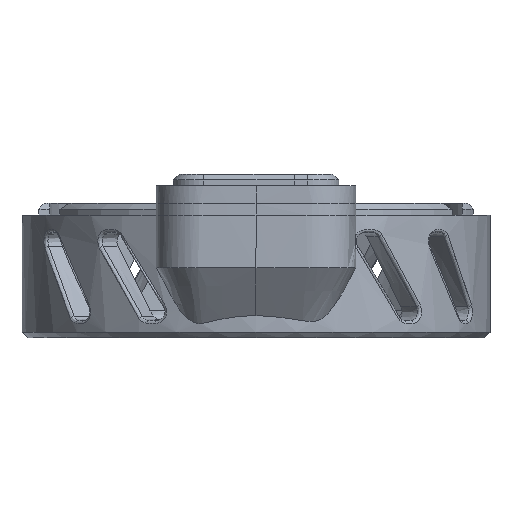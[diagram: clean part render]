
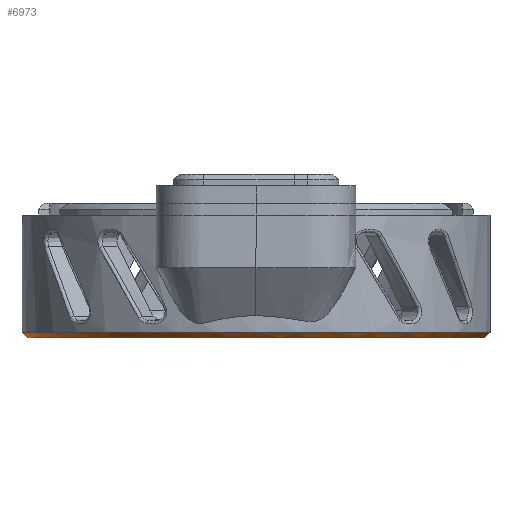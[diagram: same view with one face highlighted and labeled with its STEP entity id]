
A CAD part, left-side view. The second image highlights one B-rep face of the part: STEP entity #6973.
In plain terms, the highlighted conical face has half-angle 45 degrees and reference radius 39.5 mm.
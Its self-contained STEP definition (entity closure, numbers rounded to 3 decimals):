
#27=CONICAL_SURFACE('',#7438,39.5,0.785);
#191=LINE('',#19599,#398);
#398=VECTOR('',#8322,39.5);
#1722=FACE_OUTER_BOUND('',#2160,.T.);
#2160=EDGE_LOOP('',(#5941,#5942,#5943,#5944));
#2337=CIRCLE('',#7164,40.);
#2532=CIRCLE('',#7439,39.);
#2673=VERTEX_POINT('',#9394);
#3176=VERTEX_POINT('',#19597);
#3368=EDGE_CURVE('',#2673,#2673,#2337,.T.);
#4148=EDGE_CURVE('',#3176,#3176,#2532,.T.);
#4149=EDGE_CURVE('',#3176,#2673,#191,.T.);
#5941=ORIENTED_EDGE('',*,*,#4148,.T.);
#5942=ORIENTED_EDGE('',*,*,#4149,.T.);
#5943=ORIENTED_EDGE('',*,*,#3368,.T.);
#5944=ORIENTED_EDGE('',*,*,#4149,.F.);
#6973=ADVANCED_FACE('',(#1722),#27,.T.);
#7164=AXIS2_PLACEMENT_3D('',#9395,#7703,#7704);
#7438=AXIS2_PLACEMENT_3D('',#19596,#8318,#8319);
#7439=AXIS2_PLACEMENT_3D('',#19598,#8320,#8321);
#7703=DIRECTION('center_axis',(0.,0.,
-1.));
#7704=DIRECTION('ref_axis',(0.,1.,0.));
#8318=DIRECTION('center_axis',(0.,0.,
1.));
#8319=DIRECTION('ref_axis',(0.,1.,0.));
#8320=DIRECTION('center_axis',(0.,0.,
1.));
#8321=DIRECTION('ref_axis',(0.,1.,0.));
#8322=DIRECTION('',(0.,-0.707,0.707));
#9394=CARTESIAN_POINT('',(0.,-40.,1.));
#9395=CARTESIAN_POINT('Origin',(0.,0.,
1.));
#19596=CARTESIAN_POINT('Origin',(0.,0.,
0.5));
#19597=CARTESIAN_POINT('',(0.,-39.,0.));
#19598=CARTESIAN_POINT('Origin',(0.,0.,0.));
#19599=CARTESIAN_POINT('',(0.,-39.5,0.5));
